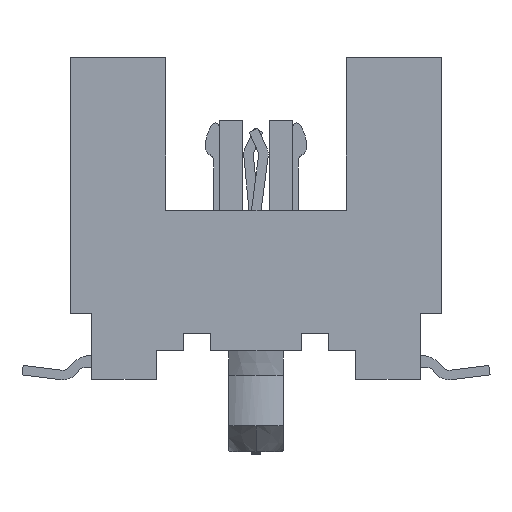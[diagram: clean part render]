
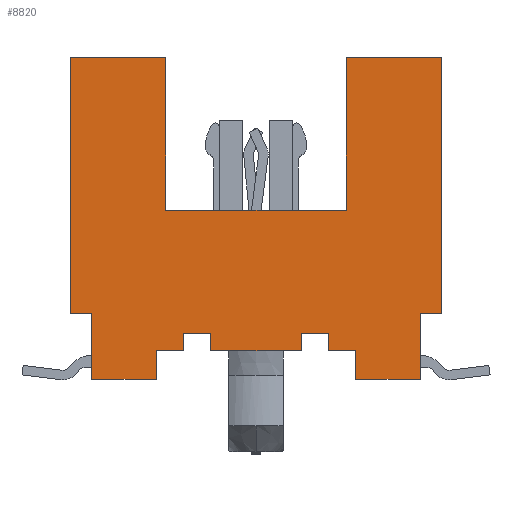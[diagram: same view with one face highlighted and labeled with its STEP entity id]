
A CAD part, left-side view. The second image highlights one B-rep face of the part: STEP entity #8820.
In plain terms, the highlighted planar face has unit normal (-1, 0, 0).
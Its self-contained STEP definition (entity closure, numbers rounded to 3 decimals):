
#6557=CARTESIAN_POINT('',(-12.7,-1.676,3.155));
#6558=VERTEX_POINT('',#6557);
#6567=CARTESIAN_POINT('',(-12.7,-1.676,6.0));
#6568=VERTEX_POINT('',#6567);
#6569=CARTESIAN_POINT('',(-12.7,-1.676,3.155));
#6570=DIRECTION('',(0.0,0.0,1.0));
#6571=VECTOR('',#6570,2.845);
#6572=LINE('',#6569,#6571);
#6573=EDGE_CURVE('',#6558,#6568,#6572,.T.);
#6637=CARTESIAN_POINT('',(-12.7,-1.854,0.006));
#6638=VERTEX_POINT('',#6637);
#6645=CARTESIAN_POINT('',(-12.7,-1.854,0.539));
#6646=VERTEX_POINT('',#6645);
#6647=CARTESIAN_POINT('',(-12.7,-1.854,0.006));
#6648=DIRECTION('',(0.0,0.0,1.0));
#6649=VECTOR('',#6648,0.533);
#6650=LINE('',#6647,#6649);
#6651=EDGE_CURVE('',#6638,#6646,#6650,.T.);
#6718=CARTESIAN_POINT('',(-12.7,-1.346,0.869));
#6719=VERTEX_POINT('',#6718);
#6726=CARTESIAN_POINT('',(-12.7,-0.838,0.869));
#6727=VERTEX_POINT('',#6726);
#6728=CARTESIAN_POINT('',(-12.7,-0.838,0.869));
#6729=DIRECTION('',(0.0,-1.0,0.0));
#6730=VECTOR('',#6729,0.508);
#6731=LINE('',#6728,#6730);
#6732=EDGE_CURVE('',#6727,#6719,#6731,.T.);
#6756=CARTESIAN_POINT('',(-12.7,-1.346,0.539));
#6757=VERTEX_POINT('',#6756);
#6764=CARTESIAN_POINT('',(-12.7,-1.346,0.869));
#6765=DIRECTION('',(0.0,0.0,-1.0));
#6766=VECTOR('',#6765,0.33);
#6767=LINE('',#6764,#6766);
#6768=EDGE_CURVE('',#6719,#6757,#6767,.T.);
#6789=CARTESIAN_POINT('',(-12.7,1.346,0.869));
#6790=VERTEX_POINT('',#6789);
#6797=CARTESIAN_POINT('',(-12.7,1.346,0.539));
#6798=VERTEX_POINT('',#6797);
#6799=CARTESIAN_POINT('',(-12.7,1.346,0.539));
#6800=DIRECTION('',(0.0,0.0,1.0));
#6801=VECTOR('',#6800,0.33);
#6802=LINE('',#6799,#6801);
#6803=EDGE_CURVE('',#6798,#6790,#6802,.T.);
#6827=CARTESIAN_POINT('',(-12.7,0.838,0.869));
#6828=VERTEX_POINT('',#6827);
#6835=CARTESIAN_POINT('',(-12.7,1.346,0.869));
#6836=DIRECTION('',(0.0,-1.0,0.0));
#6837=VECTOR('',#6836,0.508);
#6838=LINE('',#6835,#6837);
#6839=EDGE_CURVE('',#6790,#6828,#6838,.T.);
#6858=CARTESIAN_POINT('',(-12.7,0.838,0.539));
#6859=VERTEX_POINT('',#6858);
#6866=CARTESIAN_POINT('',(-12.7,0.838,0.869));
#6867=DIRECTION('',(0.0,0.0,-1.0));
#6868=VECTOR('',#6867,0.33);
#6869=LINE('',#6866,#6868);
#6870=EDGE_CURVE('',#6828,#6859,#6869,.T.);
#6890=CARTESIAN_POINT('',(-12.7,-0.838,0.539));
#6891=VERTEX_POINT('',#6890);
#6892=CARTESIAN_POINT('',(-12.7,-0.838,0.539));
#6893=DIRECTION('',(0.0,0.0,1.0));
#6894=VECTOR('',#6893,0.33);
#6895=LINE('',#6892,#6894);
#6896=EDGE_CURVE('',#6891,#6727,#6895,.T.);
#7017=CARTESIAN_POINT('',(-12.7,1.676,3.155));
#7018=VERTEX_POINT('',#7017);
#7026=CARTESIAN_POINT('',(-12.7,1.676,6.0));
#7027=VERTEX_POINT('',#7026);
#7034=CARTESIAN_POINT('',(-12.7,1.676,6.0));
#7035=DIRECTION('',(0.0,0.0,-1.0));
#7036=VECTOR('',#7035,2.845);
#7037=LINE('',#7034,#7036);
#7038=EDGE_CURVE('',#7027,#7018,#7037,.T.);
#7048=CARTESIAN_POINT('',(-12.7,1.854,0.539));
#7049=VERTEX_POINT('',#7048);
#7050=CARTESIAN_POINT('',(-12.7,1.854,0.006));
#7051=VERTEX_POINT('',#7050);
#7052=CARTESIAN_POINT('',(-12.7,1.854,0.539));
#7053=DIRECTION('',(0.0,0.0,-1.0));
#7054=VECTOR('',#7053,0.533);
#7055=LINE('',#7052,#7054);
#7056=EDGE_CURVE('',#7049,#7051,#7055,.T.);
#7377=CARTESIAN_POINT('',(-12.7,1.346,0.539));
#7378=DIRECTION('',(0.0,1.0,0.0));
#7379=VECTOR('',#7378,0.508);
#7380=LINE('',#7377,#7379);
#7381=EDGE_CURVE('',#6798,#7049,#7380,.T.);
#7406=CARTESIAN_POINT('',(-12.7,3.061,1.225));
#7407=VERTEX_POINT('',#7406);
#7416=CARTESIAN_POINT('',(-12.7,3.454,1.225));
#7417=VERTEX_POINT('',#7416);
#7418=CARTESIAN_POINT('',(-12.7,3.454,1.225));
#7419=DIRECTION('',(0.0,-1.0,0.0));
#7420=VECTOR('',#7419,0.394);
#7421=LINE('',#7418,#7420);
#7422=EDGE_CURVE('',#7417,#7407,#7421,.T.);
#7638=CARTESIAN_POINT('',(-12.7,3.454,6.0));
#7639=VERTEX_POINT('',#7638);
#7640=CARTESIAN_POINT('',(-12.7,3.454,1.225));
#7641=DIRECTION('',(0.0,0.0,1.0));
#7642=VECTOR('',#7641,4.775);
#7643=LINE('',#7640,#7642);
#7644=EDGE_CURVE('',#7417,#7639,#7643,.T.);
#7842=CARTESIAN_POINT('',(-12.7,-1.346,0.539));
#7843=DIRECTION('',(0.0,-1.0,0.0));
#7844=VECTOR('',#7843,0.508);
#7845=LINE('',#7842,#7844);
#7846=EDGE_CURVE('',#6757,#6646,#7845,.T.);
#8717=CARTESIAN_POINT('',(-12.7,3.061,0.006));
#8718=VERTEX_POINT('',#8717);
#8719=CARTESIAN_POINT('',(-12.7,3.061,0.006));
#8720=DIRECTION('',(0.0,-1.0,0.0));
#8721=VECTOR('',#8720,1.206);
#8722=LINE('',#8719,#8721);
#8723=EDGE_CURVE('',#8718,#7051,#8722,.T.);
#8736=CARTESIAN_POINT('',(-12.7,3.061,0.006));
#8737=DIRECTION('',(-1.0,0.0,0.0));
#8738=DIRECTION('',(0.0,0.0,-1.0));
#8739=AXIS2_PLACEMENT_3D('',#8736,#8737,#8738);
#8740=PLANE('',#8739);
#8741=CARTESIAN_POINT('',(-12.7,3.454,6.0));
#8742=DIRECTION('',(0.0,-1.0,0.0));
#8743=VECTOR('',#8742,1.778);
#8744=LINE('',#8741,#8743);
#8745=EDGE_CURVE('',#7639,#7027,#8744,.T.);
#8746=ORIENTED_EDGE('',*,*,#8745,.F.);
#8747=ORIENTED_EDGE('',*,*,#7644,.F.);
#8748=ORIENTED_EDGE('',*,*,#7422,.T.);
#8749=CARTESIAN_POINT('',(-12.7,3.061,0.006));
#8750=DIRECTION('',(0.0,0.0,1.0));
#8751=VECTOR('',#8750,1.219);
#8752=LINE('',#8749,#8751);
#8753=EDGE_CURVE('',#8718,#7407,#8752,.T.);
#8754=ORIENTED_EDGE('',*,*,#8753,.F.);
#8755=ORIENTED_EDGE('',*,*,#8723,.T.);
#8756=ORIENTED_EDGE('',*,*,#7056,.F.);
#8757=ORIENTED_EDGE('',*,*,#7381,.F.);
#8758=ORIENTED_EDGE('',*,*,#6803,.T.);
#8759=ORIENTED_EDGE('',*,*,#6839,.T.);
#8760=ORIENTED_EDGE('',*,*,#6870,.T.);
#8761=CARTESIAN_POINT('',(-12.7,0.838,0.539));
#8762=DIRECTION('',(0.0,-1.0,0.0));
#8763=VECTOR('',#8762,1.676);
#8764=LINE('',#8761,#8763);
#8765=EDGE_CURVE('',#6859,#6891,#8764,.T.);
#8766=ORIENTED_EDGE('',*,*,#8765,.T.);
#8767=ORIENTED_EDGE('',*,*,#6896,.T.);
#8768=ORIENTED_EDGE('',*,*,#6732,.T.);
#8769=ORIENTED_EDGE('',*,*,#6768,.T.);
#8770=ORIENTED_EDGE('',*,*,#7846,.T.);
#8771=ORIENTED_EDGE('',*,*,#6651,.F.);
#8772=CARTESIAN_POINT('',(-12.7,-3.061,0.006));
#8773=VERTEX_POINT('',#8772);
#8774=CARTESIAN_POINT('',(-12.7,-3.061,0.006));
#8775=DIRECTION('',(0.0,1.0,0.0));
#8776=VECTOR('',#8775,1.207);
#8777=LINE('',#8774,#8776);
#8778=EDGE_CURVE('',#8773,#6638,#8777,.T.);
#8779=ORIENTED_EDGE('',*,*,#8778,.F.);
#8780=CARTESIAN_POINT('',(-12.7,-3.061,1.225));
#8781=VERTEX_POINT('',#8780);
#8782=CARTESIAN_POINT('',(-12.7,-3.061,0.006));
#8783=DIRECTION('',(0.0,0.0,1.0));
#8784=VECTOR('',#8783,1.219);
#8785=LINE('',#8782,#8784);
#8786=EDGE_CURVE('',#8773,#8781,#8785,.T.);
#8787=ORIENTED_EDGE('',*,*,#8786,.T.);
#8788=CARTESIAN_POINT('',(-12.7,-3.454,1.225));
#8789=VERTEX_POINT('',#8788);
#8790=CARTESIAN_POINT('',(-12.7,-3.454,1.225));
#8791=DIRECTION('',(0.0,1.0,0.0));
#8792=VECTOR('',#8791,0.394);
#8793=LINE('',#8790,#8792);
#8794=EDGE_CURVE('',#8789,#8781,#8793,.T.);
#8795=ORIENTED_EDGE('',*,*,#8794,.F.);
#8796=CARTESIAN_POINT('',(-12.7,-3.454,6.0));
#8797=VERTEX_POINT('',#8796);
#8798=CARTESIAN_POINT('',(-12.7,-3.454,1.225));
#8799=DIRECTION('',(0.0,0.0,1.0));
#8800=VECTOR('',#8799,4.775);
#8801=LINE('',#8798,#8800);
#8802=EDGE_CURVE('',#8789,#8797,#8801,.T.);
#8803=ORIENTED_EDGE('',*,*,#8802,.T.);
#8804=CARTESIAN_POINT('',(-12.7,-3.454,6.0));
#8805=DIRECTION('',(0.0,1.0,0.0));
#8806=VECTOR('',#8805,1.778);
#8807=LINE('',#8804,#8806);
#8808=EDGE_CURVE('',#8797,#6568,#8807,.T.);
#8809=ORIENTED_EDGE('',*,*,#8808,.T.);
#8810=ORIENTED_EDGE('',*,*,#6573,.F.);
#8811=CARTESIAN_POINT('',(-12.7,-1.676,3.155));
#8812=DIRECTION('',(0.0,1.0,0.0));
#8813=VECTOR('',#8812,3.353);
#8814=LINE('',#8811,#8813);
#8815=EDGE_CURVE('',#6558,#7018,#8814,.T.);
#8816=ORIENTED_EDGE('',*,*,#8815,.T.);
#8817=ORIENTED_EDGE('',*,*,#7038,.F.);
#8818=EDGE_LOOP('',(#8746,#8747,#8748,#8754,#8755,#8756,#8757,#8758,#8759,#8760,#8766,#8767,#8768,#8769,#8770,#8771,#8779,#8787,#8795,#8803,#8809,#8810,#8816,#8817));
#8819=FACE_OUTER_BOUND('',#8818,.T.);
#8820=ADVANCED_FACE('',(#8819),#8740,.T.);
